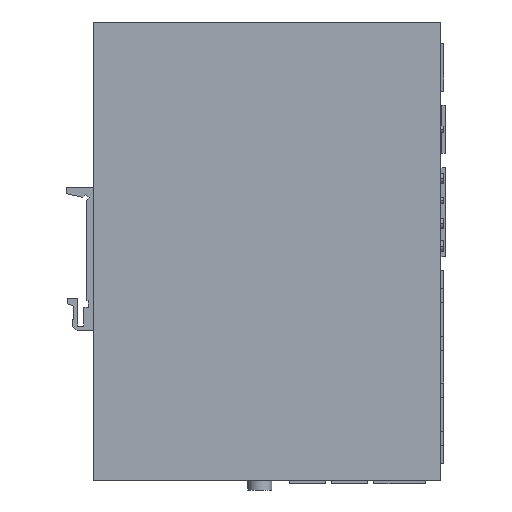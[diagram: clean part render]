
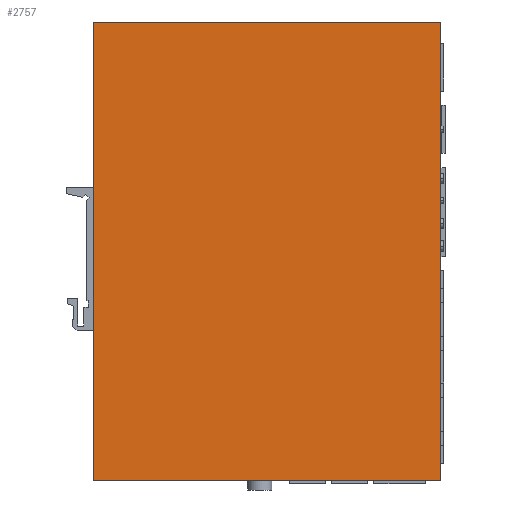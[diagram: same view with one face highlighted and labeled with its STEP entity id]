
A CAD part, front view. The second image highlights one B-rep face of the part: STEP entity #2757.
In plain terms, the highlighted planar face has unit normal (0, -1, 0).
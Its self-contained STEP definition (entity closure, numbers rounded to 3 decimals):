
#300 = CARTESIAN_POINT ( 'NONE',  ( 115., 0., 0. ) ) ;
#807 = EDGE_CURVE ( 'NONE', #5953, #1796, #3400, .T. ) ;
#948 = EDGE_LOOP ( 'NONE', ( #6990, #9099, #983, #5601 ) ) ;
#983 = ORIENTED_EDGE ( 'NONE', *, *, #807, .F. ) ;
#1588 = DIRECTION ( 'NONE',  ( 0., 0., 1. ) ) ;
#1608 = VECTOR ( 'NONE', #2643, 1000. ) ;
#1796 = VERTEX_POINT ( 'NONE', #2458 ) ;
#1896 = VERTEX_POINT ( 'NONE', #4254 ) ;
#2458 = CARTESIAN_POINT ( 'NONE',  ( 115., 0., 152. ) ) ;
#2525 = CARTESIAN_POINT ( 'NONE',  ( 0., 0., 152. ) ) ;
#2566 = DIRECTION ( 'NONE',  ( 0., 0., -1. ) ) ;
#2634 = VERTEX_POINT ( 'NONE', #300 ) ;
#2643 = DIRECTION ( 'NONE',  ( 1., 0., 0. ) ) ;
#2757 = ADVANCED_FACE ( 'NONE', ( #4601 ), #3891, .F. ) ;
#3010 = DIRECTION ( 'NONE',  ( 0., 0., -1. ) ) ;
#3327 = VECTOR ( 'NONE', #2566, 1000. ) ;
#3400 = LINE ( 'NONE', #5620, #1608 ) ;
#3406 = CARTESIAN_POINT ( 'NONE',  ( 0., 0., 0. ) ) ;
#3891 = PLANE ( 'NONE',  #5930 ) ;
#4254 = CARTESIAN_POINT ( 'NONE',  ( 0., 0., 0. ) ) ;
#4601 = FACE_OUTER_BOUND ( 'NONE', #948, .T. ) ;
#4960 = DIRECTION ( 'NONE',  ( 1., 0., 0. ) ) ;
#5279 = EDGE_CURVE ( 'NONE', #1896, #2634, #7787, .T. ) ;
#5407 = DIRECTION ( 'NONE',  ( 0., 1., 0. ) ) ;
#5560 = VECTOR ( 'NONE', #4960, 1000. ) ;
#5601 = ORIENTED_EDGE ( 'NONE', *, *, #7602, .T. ) ;
#5620 = CARTESIAN_POINT ( 'NONE',  ( 0., 0., 152. ) ) ;
#5930 = AXIS2_PLACEMENT_3D ( 'NONE', #2525, #5407, #1588 ) ;
#5953 = VERTEX_POINT ( 'NONE', #8144 ) ;
#6593 = LINE ( 'NONE', #9256, #8289 ) ;
#6862 = CARTESIAN_POINT ( 'NONE',  ( 0., 0., 152. ) ) ;
#6990 = ORIENTED_EDGE ( 'NONE', *, *, #5279, .T. ) ;
#7001 = EDGE_CURVE ( 'NONE', #1796, #2634, #6593, .T. ) ;
#7602 = EDGE_CURVE ( 'NONE', #5953, #1896, #8276, .T. ) ;
#7787 = LINE ( 'NONE', #3406, #5560 ) ;
#8144 = CARTESIAN_POINT ( 'NONE',  ( 0., 0., 152. ) ) ;
#8276 = LINE ( 'NONE', #6862, #3327 ) ;
#8289 = VECTOR ( 'NONE', #3010, 1000. ) ;
#9099 = ORIENTED_EDGE ( 'NONE', *, *, #7001, .F. ) ;
#9256 = CARTESIAN_POINT ( 'NONE',  ( 115., 0., 152. ) ) ;
